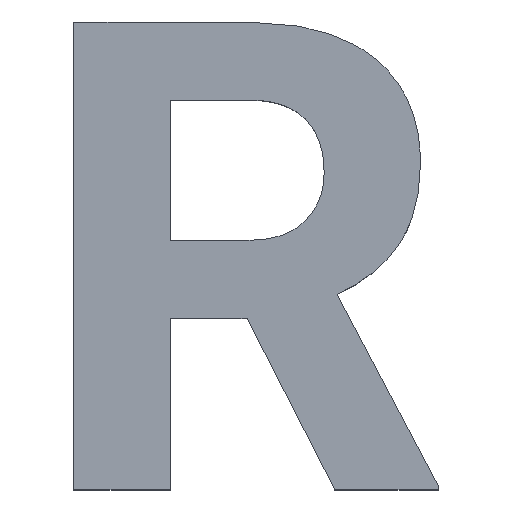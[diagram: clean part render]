
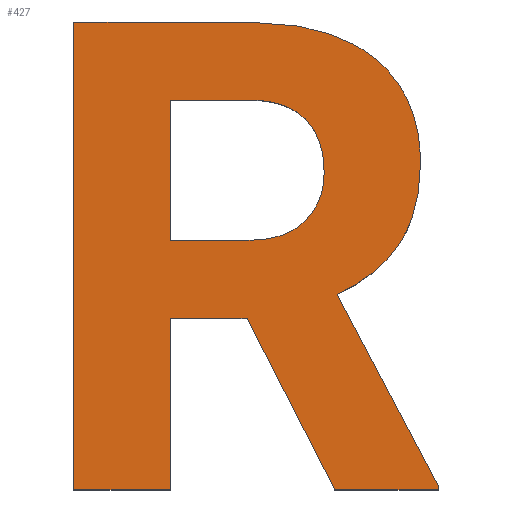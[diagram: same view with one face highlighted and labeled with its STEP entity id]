
A CAD part, top view. The second image highlights one B-rep face of the part: STEP entity #427.
In plain terms, the highlighted planar face has unit normal (0, 0, 1).
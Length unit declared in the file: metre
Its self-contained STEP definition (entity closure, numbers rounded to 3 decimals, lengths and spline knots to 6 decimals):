
#12=CIRCLE('',#445,0.000265);
#14=CIRCLE('',#453,0.000571);
#18=B_SPLINE_CURVE_WITH_KNOTS('',2,(#577,#578,#579),.UNSPECIFIED.,.F.,.F.,
(3,3),(0.,1.),.PIECEWISE_BEZIER_KNOTS.);
#20=B_SPLINE_CURVE_WITH_KNOTS('',2,(#594,#595,#596),.UNSPECIFIED.,.F.,.F.,
(3,3),(0.,1.),.PIECEWISE_BEZIER_KNOTS.);
#22=B_SPLINE_CURVE_WITH_KNOTS('',2,(#656,#657,#658),.UNSPECIFIED.,.F.,.F.,
(3,3),(0.,1.),.PIECEWISE_BEZIER_KNOTS.);
#24=B_SPLINE_CURVE_WITH_KNOTS('',2,(#673,#674,#675),.UNSPECIFIED.,.F.,.F.,
(3,3),(0.,1.),.PIECEWISE_BEZIER_KNOTS.);
#26=B_SPLINE_CURVE_WITH_KNOTS('',2,(#690,#691,#692),.UNSPECIFIED.,.F.,.F.,
(3,3),(0.,1.),.PIECEWISE_BEZIER_KNOTS.);
#28=B_SPLINE_CURVE_WITH_KNOTS('',2,(#728,#729,#730),.UNSPECIFIED.,.F.,.F.,
(3,3),(0.,1.),.PIECEWISE_BEZIER_KNOTS.);
#136=ORIENTED_EDGE('',*,*,#175,.F.);
#137=ORIENTED_EDGE('',*,*,#179,.F.);
#138=ORIENTED_EDGE('',*,*,#182,.F.);
#139=ORIENTED_EDGE('',*,*,#185,.F.);
#140=ORIENTED_EDGE('',*,*,#188,.F.);
#141=ORIENTED_EDGE('',*,*,#191,.F.);
#142=ORIENTED_EDGE('',*,*,#194,.F.);
#143=ORIENTED_EDGE('',*,*,#197,.F.);
#144=ORIENTED_EDGE('',*,*,#200,.F.);
#145=ORIENTED_EDGE('',*,*,#203,.F.);
#146=ORIENTED_EDGE('',*,*,#206,.F.);
#147=ORIENTED_EDGE('',*,*,#209,.F.);
#148=ORIENTED_EDGE('',*,*,#212,.F.);
#149=ORIENTED_EDGE('',*,*,#156,.F.);
#150=ORIENTED_EDGE('',*,*,#160,.F.);
#151=ORIENTED_EDGE('',*,*,#163,.F.);
#152=ORIENTED_EDGE('',*,*,#166,.F.);
#153=ORIENTED_EDGE('',*,*,#169,.F.);
#154=ORIENTED_EDGE('',*,*,#172,.F.);
#155=ORIENTED_EDGE('',*,*,#214,.F.);
#156=EDGE_CURVE('',#216,#217,#256,.T.);
#160=EDGE_CURVE('',#220,#216,#260,.T.);
#163=EDGE_CURVE('',#222,#220,#263,.T.);
#166=EDGE_CURVE('',#224,#222,#18,.T.);
#169=EDGE_CURVE('',#226,#224,#20,.T.);
#172=EDGE_CURVE('',#228,#226,#12,.T.);
#175=EDGE_CURVE('',#230,#231,#269,.T.);
#179=EDGE_CURVE('',#234,#230,#273,.T.);
#182=EDGE_CURVE('',#236,#234,#276,.T.);
#185=EDGE_CURVE('',#238,#236,#279,.T.);
#188=EDGE_CURVE('',#240,#238,#282,.T.);
#191=EDGE_CURVE('',#242,#240,#14,.F.);
#194=EDGE_CURVE('',#244,#242,#22,.T.);
#197=EDGE_CURVE('',#246,#244,#24,.T.);
#200=EDGE_CURVE('',#248,#246,#26,.T.);
#203=EDGE_CURVE('',#250,#248,#289,.T.);
#206=EDGE_CURVE('',#252,#250,#292,.T.);
#209=EDGE_CURVE('',#254,#252,#295,.T.);
#212=EDGE_CURVE('',#231,#254,#298,.T.);
#214=EDGE_CURVE('',#217,#228,#28,.T.);
#216=VERTEX_POINT('',#550);
#217=VERTEX_POINT('',#551);
#220=VERTEX_POINT('',#559);
#222=VERTEX_POINT('',#565);
#224=VERTEX_POINT('',#580);
#226=VERTEX_POINT('',#597);
#228=VERTEX_POINT('',#605);
#230=VERTEX_POINT('',#611);
#231=VERTEX_POINT('',#612);
#234=VERTEX_POINT('',#620);
#236=VERTEX_POINT('',#626);
#238=VERTEX_POINT('',#632);
#240=VERTEX_POINT('',#638);
#242=VERTEX_POINT('',#644);
#244=VERTEX_POINT('',#659);
#246=VERTEX_POINT('',#676);
#248=VERTEX_POINT('',#693);
#250=VERTEX_POINT('',#701);
#252=VERTEX_POINT('',#707);
#254=VERTEX_POINT('',#713);
#256=LINE('',#549,#300);
#260=LINE('',#558,#304);
#263=LINE('',#564,#307);
#269=LINE('',#610,#313);
#273=LINE('',#619,#317);
#276=LINE('',#625,#320);
#279=LINE('',#631,#323);
#282=LINE('',#637,#326);
#289=LINE('',#700,#333);
#292=LINE('',#706,#336);
#295=LINE('',#712,#339);
#298=LINE('',#718,#342);
#300=VECTOR('',#465,1.);
#304=VECTOR('',#471,1.);
#307=VECTOR('',#476,1.);
#313=VECTOR('',#490,1.);
#317=VECTOR('',#496,1.);
#320=VECTOR('',#501,1.);
#323=VECTOR('',#506,1.);
#326=VECTOR('',#511,1.);
#333=VECTOR('',#526,1.);
#336=VECTOR('',#531,1.);
#339=VECTOR('',#536,1.);
#342=VECTOR('',#541,1.);
#366=EDGE_LOOP('',(#136,#137,#138,#139,#140,#141,#142,#143,#144,#145,#146,
#147,#148));
#367=EDGE_LOOP('',(#149,#150,#151,#152,#153,#154,#155));
#390=FACE_BOUND('',#366,.T.);
#391=FACE_BOUND('',#367,.T.);
#405=PLANE('',#460);
#427=ADVANCED_FACE('',(#390,#391),#405,.T.);
#445=AXIS2_PLACEMENT_3D('',#604,#483,#484);
#453=AXIS2_PLACEMENT_3D('',#643,#516,#517);
#460=AXIS2_PLACEMENT_3D('',#735,#545,#546);
#465=DIRECTION('',(1.,0.,0.));
#471=DIRECTION('',(0.,-1.,0.));
#476=DIRECTION('',(-1.,0.,0.));
#483=DIRECTION('',(0.,0.,1.));
#484=DIRECTION('',(1.,0.,0.));
#490=DIRECTION('',(-1.,0.,0.));
#496=DIRECTION('',(-0.456,0.89,0.));
#501=DIRECTION('',(-1.,0.,0.));
#506=DIRECTION('',(0.,-1.,0.));
#511=DIRECTION('',(0.468,-0.884,0.));
#516=DIRECTION('',(0.,0.,1.));
#517=DIRECTION('',(1.,0.,0.));
#526=DIRECTION('',(1.,0.,0.));
#531=DIRECTION('',(0.,1.,0.));
#536=DIRECTION('',(-1.,0.,0.));
#541=DIRECTION('',(0.,-1.,0.));
#545=DIRECTION('',(0.,0.,1.));
#546=DIRECTION('',(1.,0.,0.));
#549=CARTESIAN_POINT('',(0.161016,0.01252,0.0095));
#550=CARTESIAN_POINT('',(0.16086,0.01252,0.0095));
#551=CARTESIAN_POINT('',(0.161172,0.01252,0.0095));
#558=CARTESIAN_POINT('',(0.16086,0.012802,0.0095));
#559=CARTESIAN_POINT('',(0.16086,0.013084,0.0095));
#564=CARTESIAN_POINT('',(0.161015,0.013084,0.0095));
#565=CARTESIAN_POINT('',(0.16117,0.013084,0.0095));
#577=CARTESIAN_POINT('',(0.161402,0.013008,0.0095));
#578=CARTESIAN_POINT('',(0.161326,0.013084,0.0095));
#579=CARTESIAN_POINT('',(0.16117,0.013084,0.0095));
#580=CARTESIAN_POINT('',(0.161402,0.013008,0.0095));
#594=CARTESIAN_POINT('',(0.161477,0.012799,0.0095));
#595=CARTESIAN_POINT('',(0.161477,0.012932,0.0095));
#596=CARTESIAN_POINT('',(0.161402,0.013008,0.0095));
#597=CARTESIAN_POINT('',(0.161477,0.012799,0.0095));
#604=CARTESIAN_POINT('',(0.161212,0.012783,0.0095));
#605=CARTESIAN_POINT('',(0.161397,0.012594,0.0095));
#610=CARTESIAN_POINT('',(0.161014,0.012207,0.0095));
#611=CARTESIAN_POINT('',(0.161168,0.012207,0.0095));
#612=CARTESIAN_POINT('',(0.16086,0.012207,0.0095));
#619=CARTESIAN_POINT('',(0.161344,0.011864,0.0095));
#620=CARTESIAN_POINT('',(0.16152,0.011521,0.0095));
#625=CARTESIAN_POINT('',(0.161727,0.011521,0.0095));
#626=CARTESIAN_POINT('',(0.161934,0.011521,0.0095));
#631=CARTESIAN_POINT('',(0.161934,0.01153,0.0095));
#632=CARTESIAN_POINT('',(0.161934,0.011539,0.0095));
#637=CARTESIAN_POINT('',(0.161732,0.011922,0.0095));
#638=CARTESIAN_POINT('',(0.161529,0.012305,0.0095));
#643=CARTESIAN_POINT('',(0.161312,0.012834,0.0095));
#644=CARTESIAN_POINT('',(0.16178,0.012509,0.0095));
#656=CARTESIAN_POINT('',(0.161863,0.01283,0.0095));
#657=CARTESIAN_POINT('',(0.161863,0.012638,0.0095));
#658=CARTESIAN_POINT('',(0.16178,0.012509,0.0095));
#659=CARTESIAN_POINT('',(0.161863,0.01283,0.0095));
#673=CARTESIAN_POINT('',(0.161683,0.013248,0.0095));
#674=CARTESIAN_POINT('',(0.161863,0.0131,0.0095));
#675=CARTESIAN_POINT('',(0.161863,0.01283,0.0095));
#676=CARTESIAN_POINT('',(0.161683,0.013248,0.0095));
#690=CARTESIAN_POINT('',(0.16117,0.013397,0.0095));
#691=CARTESIAN_POINT('',(0.161503,0.013397,0.0095));
#692=CARTESIAN_POINT('',(0.161683,0.013248,0.0095));
#693=CARTESIAN_POINT('',(0.16117,0.013397,0.0095));
#700=CARTESIAN_POINT('',(0.160822,0.013397,0.0095));
#701=CARTESIAN_POINT('',(0.160473,0.013397,0.0095));
#706=CARTESIAN_POINT('',(0.160473,0.012459,0.0095));
#707=CARTESIAN_POINT('',(0.160473,0.011521,0.0095));
#712=CARTESIAN_POINT('',(0.160667,0.011521,0.0095));
#713=CARTESIAN_POINT('',(0.16086,0.011521,0.0095));
#718=CARTESIAN_POINT('',(0.16086,0.011864,0.0095));
#728=CARTESIAN_POINT('',(0.161172,0.01252,0.0095));
#729=CARTESIAN_POINT('',(0.161317,0.01252,0.0095));
#730=CARTESIAN_POINT('',(0.161397,0.012594,0.0095));
#735=CARTESIAN_POINT('',(0.104891,-0.015824,0.0095));
